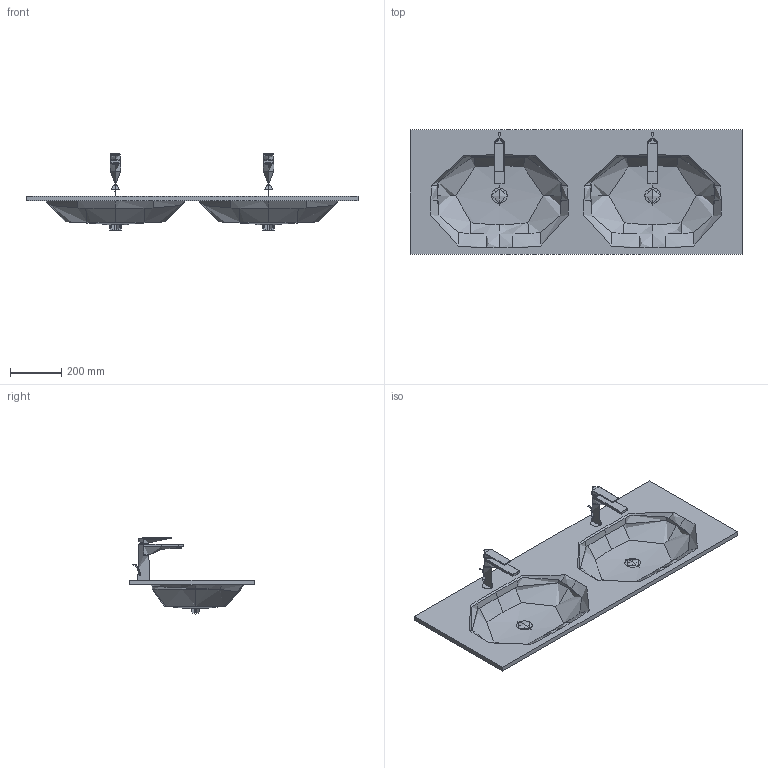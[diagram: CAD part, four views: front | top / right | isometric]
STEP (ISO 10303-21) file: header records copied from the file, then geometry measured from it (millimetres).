
FILE_DESCRIPTION(/* description */ (''),/* implementation_level */ '2;1');
FILE_NAME(/* name */ '265004',/* time_stamp */ '2024-06-19T14:59:01+02:00',/* author */ (''),/* organization */ (''),/* preprocessor_version */ 'ST-DEVELOPER v15',/* originating_system */ '',/* authorisation */ '');
FILE_SCHEMA (('AUTOMOTIVE_DESIGN'));
Products named in the file (1): Document
Bounding box: 1290 x 485 x 295.67 mm (x, y, z)
Volume: 53275.1 mm3
Topology: 10 solids, 29 shells, 562 faces, 1773 edges, 1109 vertices
Faces by surface type: bspline 456, plane 106
Entity records: 280867 total; most frequent: CARTESIAN_POINT 271228, ORIENTED_EDGE 3017, EDGE_CURVE 1765, B_SPLINE_CURVE_WITH_KNOTS 1332, VERTEX_POINT 1115, EDGE_LOOP 600, ADVANCED_FACE 562, FACE_OUTER_BOUND 562
